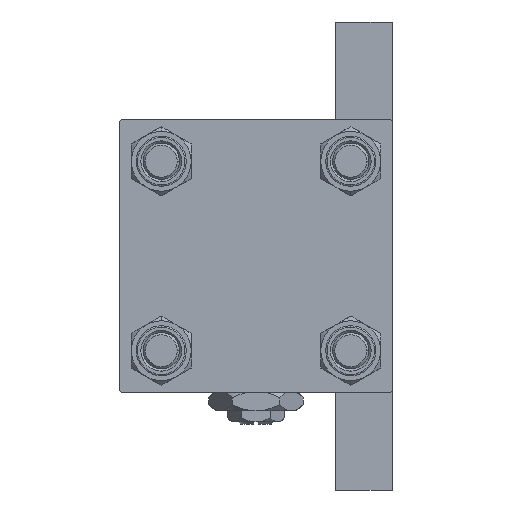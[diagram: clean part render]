
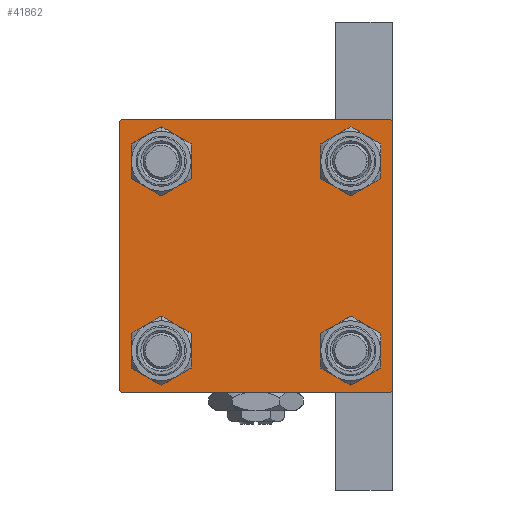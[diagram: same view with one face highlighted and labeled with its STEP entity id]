
A CAD part, left-side view. The second image highlights one B-rep face of the part: STEP entity #41862.
In plain terms, the highlighted planar face has unit normal (-1, 0, 0).
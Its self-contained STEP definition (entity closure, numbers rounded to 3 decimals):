
#175 = AXIS2_PLACEMENT_3D ( 'NONE', #14148, #37415, #46740 ) ;
#385 = VERTEX_POINT ( 'NONE', #4158 ) ;
#873 = CARTESIAN_POINT ( 'NONE',  ( 0., -20.85, -20.85 ) ) ;
#1271 = VECTOR ( 'NONE', #33917, 1000. ) ;
#1853 = EDGE_CURVE ( 'NONE', #29593, #385, #44294, .T. ) ;
#2427 = ORIENTED_EDGE ( 'NONE', *, *, #22408, .T. ) ;
#3432 = EDGE_LOOP ( 'NONE', ( #39059, #28311 ) ) ;
#3749 = DIRECTION ( 'NONE',  ( 0., 0., 1. ) ) ;
#4158 = CARTESIAN_POINT ( 'NONE',  ( 0., -30., -29.5 ) ) ;
#4580 = DIRECTION ( 'NONE',  ( 0., 0., 1. ) ) ;
#4783 = FACE_OUTER_BOUND ( 'NONE', #48209, .T. ) ;
#4798 = CARTESIAN_POINT ( 'NONE',  ( 0., 20.85, 20.85 ) ) ;
#4924 = DIRECTION ( 'NONE',  ( 0., -1., 0. ) ) ;
#5242 = CARTESIAN_POINT ( 'NONE',  ( 0., 30., 29.5 ) ) ;
#5518 = DIRECTION ( 'NONE',  ( 0., -0.707, -0.707 ) ) ;
#5779 = PLANE ( 'NONE',  #14897 ) ;
#6139 = CARTESIAN_POINT ( 'NONE',  ( 0., 20.85, 20.85 ) ) ;
#6283 = VERTEX_POINT ( 'NONE', #43195 ) ;
#6646 = VECTOR ( 'NONE', #8855, 1000. ) ;
#7466 = VERTEX_POINT ( 'NONE', #45142 ) ;
#7518 = VERTEX_POINT ( 'NONE', #10466 ) ;
#7851 = ORIENTED_EDGE ( 'NONE', *, *, #40965, .T. ) ;
#8262 = VECTOR ( 'NONE', #9888, 1000. ) ;
#8386 = CARTESIAN_POINT ( 'NONE',  ( 0., 20.85, -20.85 ) ) ;
#8855 = DIRECTION ( 'NONE',  ( 0., 0., -1. ) ) ;
#9100 = AXIS2_PLACEMENT_3D ( 'NONE', #38639, #31797, #23954 ) ;
#9109 = CARTESIAN_POINT ( 'NONE',  ( 0., -30., 30. ) ) ;
#9373 = AXIS2_PLACEMENT_3D ( 'NONE', #8386, #12461, #4580 ) ;
#9406 = VECTOR ( 'NONE', #5518, 1000. ) ;
#9630 = CARTESIAN_POINT ( 'NONE',  ( 0., 30., -30. ) ) ;
#9847 = DIRECTION ( 'NONE',  ( 0., 0., -1. ) ) ;
#9888 = DIRECTION ( 'NONE',  ( 0., -0.707, 0.707 ) ) ;
#10054 = EDGE_CURVE ( 'NONE', #39915, #42673, #39378, .T. ) ;
#10466 = CARTESIAN_POINT ( 'NONE',  ( 0., 20.85, 25.35 ) ) ;
#12461 = DIRECTION ( 'NONE',  ( 1., 0., 0. ) ) ;
#12648 = AXIS2_PLACEMENT_3D ( 'NONE', #4798, #15724, #30908 ) ;
#12696 = CARTESIAN_POINT ( 'NONE',  ( 0., -29.5, -30. ) ) ;
#12939 = VERTEX_POINT ( 'NONE', #29784 ) ;
#13026 = EDGE_CURVE ( 'NONE', #38064, #42792, #20990, .T. ) ;
#14148 = CARTESIAN_POINT ( 'NONE',  ( 0., -20.85, 20.85 ) ) ;
#14177 = ORIENTED_EDGE ( 'NONE', *, *, #10054, .F. ) ;
#14897 = AXIS2_PLACEMENT_3D ( 'NONE', #40231, #36194, #48341 ) ;
#15067 = EDGE_LOOP ( 'NONE', ( #28921, #2427 ) ) ;
#15339 = EDGE_LOOP ( 'NONE', ( #18702, #7851 ) ) ;
#15724 = DIRECTION ( 'NONE',  ( 1., 0., 0. ) ) ;
#16190 = DIRECTION ( 'NONE',  ( 0., 0., 1. ) ) ;
#16332 = DIRECTION ( 'NONE',  ( 1., 0., 0. ) ) ;
#16455 = LINE ( 'NONE', #35935, #9406 ) ;
#16683 = EDGE_CURVE ( 'NONE', #39915, #39389, #18992, .T. ) ;
#16688 = CIRCLE ( 'NONE', #12648, 4.5 ) ;
#17211 = CIRCLE ( 'NONE', #24514, 4.5 ) ;
#17267 = AXIS2_PLACEMENT_3D ( 'NONE', #24530, #43510, #16190 ) ;
#18234 = CARTESIAN_POINT ( 'NONE',  ( 0., -29.75, 29.75 ) ) ;
#18480 = LINE ( 'NONE', #18234, #1271 ) ;
#18702 = ORIENTED_EDGE ( 'NONE', *, *, #13026, .T. ) ;
#18799 = CIRCLE ( 'NONE', #175, 4.5 ) ;
#18992 = LINE ( 'NONE', #42273, #28277 ) ;
#19716 = CARTESIAN_POINT ( 'NONE',  ( 0., 20.85, -20.85 ) ) ;
#20875 = VECTOR ( 'NONE', #4924, 1000. ) ;
#20990 = CIRCLE ( 'NONE', #48482, 4.5 ) ;
#21158 = EDGE_CURVE ( 'NONE', #27439, #39850, #40260, .T. ) ;
#21529 = ORIENTED_EDGE ( 'NONE', *, *, #36621, .T. ) ;
#22115 = CIRCLE ( 'NONE', #17267, 4.5 ) ;
#22408 = EDGE_CURVE ( 'NONE', #31610, #7466, #18799, .T. ) ;
#22419 = EDGE_CURVE ( 'NONE', #7466, #31610, #43041, .T. ) ;
#22967 = EDGE_CURVE ( 'NONE', #39850, #385, #47675, .T. ) ;
#23864 = EDGE_CURVE ( 'NONE', #7518, #47998, #17211, .T. ) ;
#23948 = CARTESIAN_POINT ( 'NONE',  ( 0., -30., 29.5 ) ) ;
#23954 = DIRECTION ( 'NONE',  ( 0., 0., 1. ) ) ;
#24069 = ORIENTED_EDGE ( 'NONE', *, *, #16683, .T. ) ;
#24149 = CARTESIAN_POINT ( 'NONE',  ( 0., 20.85, 16.35 ) ) ;
#24514 = AXIS2_PLACEMENT_3D ( 'NONE', #6139, #24906, #44136 ) ;
#24530 = CARTESIAN_POINT ( 'NONE',  ( 0., -20.85, -20.85 ) ) ;
#24906 = DIRECTION ( 'NONE',  ( 1., 0., 0. ) ) ;
#25551 = LINE ( 'NONE', #29594, #44172 ) ;
#25582 = AXIS2_PLACEMENT_3D ( 'NONE', #19716, #27065, #3749 ) ;
#27065 = DIRECTION ( 'NONE',  ( 1., 0., 0. ) ) ;
#27305 = VERTEX_POINT ( 'NONE', #38331 ) ;
#27439 = VERTEX_POINT ( 'NONE', #29691 ) ;
#27505 = EDGE_LOOP ( 'NONE', ( #43541, #33951 ) ) ;
#27720 = EDGE_CURVE ( 'NONE', #29593, #42673, #18480, .T. ) ;
#28277 = VECTOR ( 'NONE', #34426, 1000. ) ;
#28311 = ORIENTED_EDGE ( 'NONE', *, *, #35090, .T. ) ;
#28794 = EDGE_CURVE ( 'NONE', #47998, #7518, #16688, .T. ) ;
#28882 = ORIENTED_EDGE ( 'NONE', *, *, #36449, .T. ) ;
#28921 = ORIENTED_EDGE ( 'NONE', *, *, #22419, .T. ) ;
#29111 = EDGE_CURVE ( 'NONE', #27305, #12939, #36087, .T. ) ;
#29593 = VERTEX_POINT ( 'NONE', #23948 ) ;
#29594 = CARTESIAN_POINT ( 'NONE',  ( 0., 30., 30. ) ) ;
#29691 = CARTESIAN_POINT ( 'NONE',  ( 0., 29.5, -30. ) ) ;
#29784 = CARTESIAN_POINT ( 'NONE',  ( 0., 20.85, -25.35 ) ) ;
#30908 = DIRECTION ( 'NONE',  ( 0., 0., 1. ) ) ;
#31496 = CARTESIAN_POINT ( 'NONE',  ( 0., -20.85, -16.35 ) ) ;
#31534 = CARTESIAN_POINT ( 'NONE',  ( 0., 30., 30. ) ) ;
#31610 = VERTEX_POINT ( 'NONE', #37362 ) ;
#31765 = DIRECTION ( 'NONE',  ( 0., 0., 1. ) ) ;
#31797 = DIRECTION ( 'NONE',  ( 1., 0., 0. ) ) ;
#32392 = FACE_BOUND ( 'NONE', #15339, .T. ) ;
#33917 = DIRECTION ( 'NONE',  ( 0., 0.707, 0.707 ) ) ;
#33951 = ORIENTED_EDGE ( 'NONE', *, *, #28794, .T. ) ;
#34426 = DIRECTION ( 'NONE',  ( 0., 0.707, -0.707 ) ) ;
#34507 = CARTESIAN_POINT ( 'NONE',  ( 0., -29.5, 30. ) ) ;
#35090 = EDGE_CURVE ( 'NONE', #12939, #27305, #40847, .T. ) ;
#35935 = CARTESIAN_POINT ( 'NONE',  ( 0., 29.75, -29.75 ) ) ;
#35969 = ORIENTED_EDGE ( 'NONE', *, *, #22967, .T. ) ;
#36087 = CIRCLE ( 'NONE', #25582, 4.5 ) ;
#36194 = DIRECTION ( 'NONE',  ( -1., 0., 0. ) ) ;
#36449 = EDGE_CURVE ( 'NONE', #6283, #27439, #16455, .T. ) ;
#36474 = CARTESIAN_POINT ( 'NONE',  ( 0., 29.5, 30. ) ) ;
#36527 = ORIENTED_EDGE ( 'NONE', *, *, #27720, .T. ) ;
#36621 = EDGE_CURVE ( 'NONE', #39389, #6283, #25551, .T. ) ;
#36695 = FACE_BOUND ( 'NONE', #15067, .T. ) ;
#37362 = CARTESIAN_POINT ( 'NONE',  ( 0., -20.85, 16.35 ) ) ;
#37415 = DIRECTION ( 'NONE',  ( 1., 0., 0. ) ) ;
#38064 = VERTEX_POINT ( 'NONE', #31496 ) ;
#38331 = CARTESIAN_POINT ( 'NONE',  ( 0., 20.85, -16.35 ) ) ;
#38639 = CARTESIAN_POINT ( 'NONE',  ( 0., -20.85, 20.85 ) ) ;
#39059 = ORIENTED_EDGE ( 'NONE', *, *, #29111, .T. ) ;
#39378 = LINE ( 'NONE', #31534, #20875 ) ;
#39389 = VERTEX_POINT ( 'NONE', #5242 ) ;
#39486 = FACE_BOUND ( 'NONE', #3432, .T. ) ;
#39850 = VERTEX_POINT ( 'NONE', #12696 ) ;
#39915 = VERTEX_POINT ( 'NONE', #36474 ) ;
#40231 = CARTESIAN_POINT ( 'NONE',  ( 0., 0., 0. ) ) ;
#40260 = LINE ( 'NONE', #9630, #47021 ) ;
#40847 = CIRCLE ( 'NONE', #9373, 4.5 ) ;
#40965 = EDGE_CURVE ( 'NONE', #42792, #38064, #22115, .T. ) ;
#41043 = ORIENTED_EDGE ( 'NONE', *, *, #21158, .T. ) ;
#41862 = ADVANCED_FACE ( 'NONE', ( #36695, #32392, #39486, #43532, #4783 ), #5779, .T. ) ;
#42273 = CARTESIAN_POINT ( 'NONE',  ( 0., 29.75, 29.75 ) ) ;
#42673 = VERTEX_POINT ( 'NONE', #34507 ) ;
#42792 = VERTEX_POINT ( 'NONE', #47406 ) ;
#43041 = CIRCLE ( 'NONE', #9100, 4.5 ) ;
#43195 = CARTESIAN_POINT ( 'NONE',  ( 0., 30., -29.5 ) ) ;
#43510 = DIRECTION ( 'NONE',  ( 1., 0., 0. ) ) ;
#43532 = FACE_BOUND ( 'NONE', #27505, .T. ) ;
#43541 = ORIENTED_EDGE ( 'NONE', *, *, #23864, .T. ) ;
#44136 = DIRECTION ( 'NONE',  ( 0., 0., 1. ) ) ;
#44172 = VECTOR ( 'NONE', #9847, 1000. ) ;
#44294 = LINE ( 'NONE', #9109, #6646 ) ;
#44569 = CARTESIAN_POINT ( 'NONE',  ( 0., -29.75, -29.75 ) ) ;
#45142 = CARTESIAN_POINT ( 'NONE',  ( 0., -20.85, 25.35 ) ) ;
#46595 = ORIENTED_EDGE ( 'NONE', *, *, #1853, .F. ) ;
#46740 = DIRECTION ( 'NONE',  ( 0., 0., 1. ) ) ;
#47021 = VECTOR ( 'NONE', #48623, 1000. ) ;
#47406 = CARTESIAN_POINT ( 'NONE',  ( 0., -20.85, -25.35 ) ) ;
#47675 = LINE ( 'NONE', #44569, #8262 ) ;
#47998 = VERTEX_POINT ( 'NONE', #24149 ) ;
#48209 = EDGE_LOOP ( 'NONE', ( #21529, #28882, #41043, #35969, #46595, #36527, #14177, #24069 ) ) ;
#48341 = DIRECTION ( 'NONE',  ( 0., 0., 1. ) ) ;
#48482 = AXIS2_PLACEMENT_3D ( 'NONE', #873, #16332, #31765 ) ;
#48623 = DIRECTION ( 'NONE',  ( 0., -1., 0. ) ) ;
